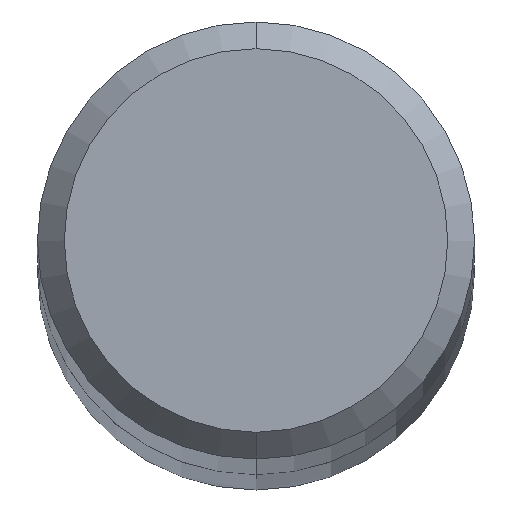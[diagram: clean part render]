
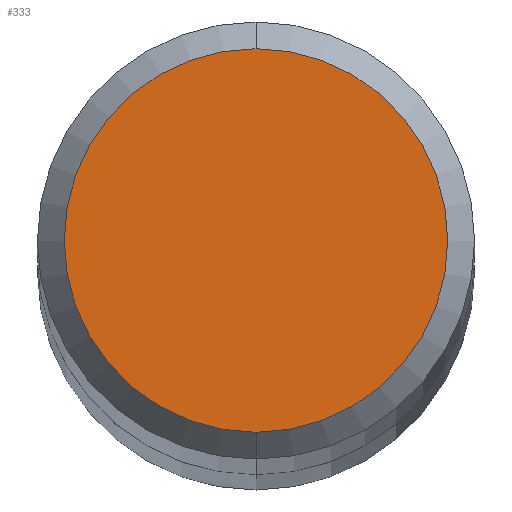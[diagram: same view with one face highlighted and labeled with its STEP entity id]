
A CAD part, top view. The second image highlights one B-rep face of the part: STEP entity #333.
In plain terms, the highlighted planar face has unit normal (0, 0, 1).
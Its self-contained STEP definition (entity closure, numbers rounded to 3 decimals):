
#171=VERTEX_POINT('',#432);
#217=EDGE_CURVE('',#171,#335,#481,.T.);
#333=ADVANCED_FACE('',(#609),#610,.T.);
#335=VERTEX_POINT('',#612);
#339=EDGE_CURVE('',#335,#171,#617,.T.);
#432=CARTESIAN_POINT('',(0.,-2.15,98.0));
#481=CIRCLE('',#847,2.15);
#609=FACE_OUTER_BOUND('',#1163,.T.);
#610=PLANE('',#1164);
#612=CARTESIAN_POINT('',(0.0,2.15,98.0));
#617=CIRCLE('',#1172,2.15);
#847=AXIS2_PLACEMENT_3D('',#1348,#1349,#1350);
#1163=EDGE_LOOP('',(#1482,#1483));
#1164=AXIS2_PLACEMENT_3D('',#1484,#1485,#1486);
#1172=AXIS2_PLACEMENT_3D('',#1495,#1496,#1497);
#1348=CARTESIAN_POINT('',(0.0,0.0,98.0));
#1349=DIRECTION('',(0.0,0.0,-1.0));
#1350=DIRECTION('',(0.0,1.0,0.0));
#1482=ORIENTED_EDGE('',*,*,#339,.F.);
#1483=ORIENTED_EDGE('',*,*,#217,.F.);
#1484=CARTESIAN_POINT('',(0.0,1.075,98.0));
#1485=DIRECTION('',(-0.0,0.0,1.0));
#1486=DIRECTION('',(0.0,-1.0,0.0));
#1495=CARTESIAN_POINT('',(0.0,0.0,98.0));
#1496=DIRECTION('',(0.0,0.0,-1.0));
#1497=DIRECTION('',(0.0,1.0,0.0));
